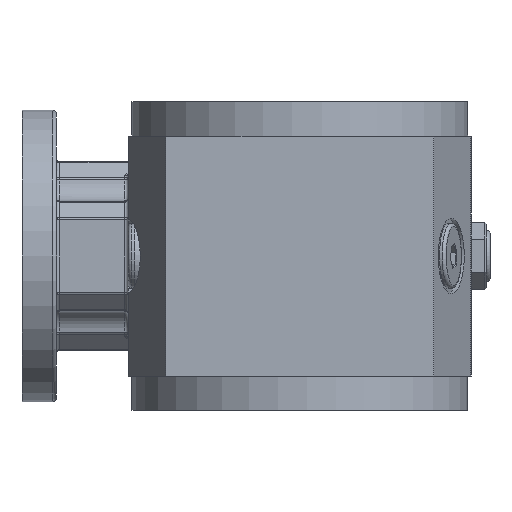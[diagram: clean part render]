
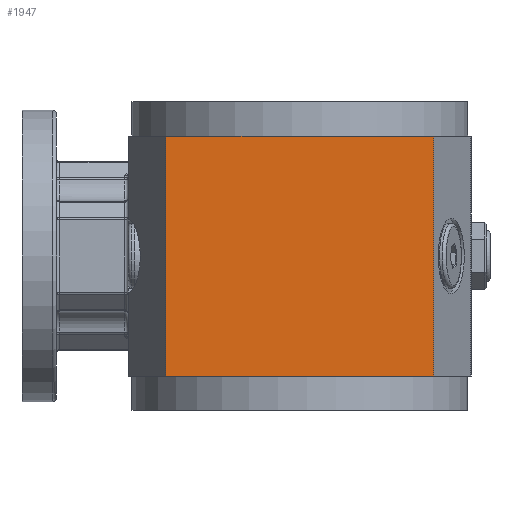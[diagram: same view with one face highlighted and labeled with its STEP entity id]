
A CAD part, front view. The second image highlights one B-rep face of the part: STEP entity #1947.
In plain terms, the highlighted planar face has unit normal (0, -1, 0).
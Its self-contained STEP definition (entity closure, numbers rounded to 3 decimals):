
#1947 = ADVANCED_FACE( '', ( #4646 ), #4647, .T. );
#4646 = FACE_OUTER_BOUND( '', #12541, .T. );
#4647 = PLANE( '', #12542 );
#12541 = EDGE_LOOP( '', ( #23000, #23001, #23002, #23003 ) );
#12542 = AXIS2_PLACEMENT_3D( '', #23004, #23005, #23006 );
#23000 = ORIENTED_EDGE( '', *, *, #27670, .F. );
#23001 = ORIENTED_EDGE( '', *, *, #28297, .T. );
#23002 = ORIENTED_EDGE( '', *, *, #28890, .T. );
#23003 = ORIENTED_EDGE( '', *, *, #28329, .F. );
#23004 = CARTESIAN_POINT( '', ( 14.181, 5.262, 0. ) );
#23005 = DIRECTION( '', ( 0., -1., 0. ) );
#23006 = DIRECTION( '', ( 0., 0., -1. ) );
#27670 = EDGE_CURVE( '', #30927, #30929, #30930, .T. );
#28297 = EDGE_CURVE( '', #30927, #31928, #31931, .T. );
#28329 = EDGE_CURVE( '', #30929, #31977, #31978, .T. );
#28890 = EDGE_CURVE( '', #31928, #31977, #32803, .T. );
#30927 = VERTEX_POINT( '', #37936 );
#30929 = VERTEX_POINT( '', #37939 );
#30930 = LINE( '', #37940, #37941 );
#31928 = VERTEX_POINT( '', #42900 );
#31931 = LINE( '', #42904, #42905 );
#31977 = VERTEX_POINT( '', #43104 );
#31978 = LINE( '', #43105, #43106 );
#32803 = LINE( '', #46522, #46523 );
#37936 = CARTESIAN_POINT( '', ( 14.181, 5.262, -35. ) );
#37939 = CARTESIAN_POINT( '', ( 14.181, 5.262, 35. ) );
#37940 = CARTESIAN_POINT( '', ( 14.181, 5.262, 0. ) );
#37941 = VECTOR( '', #51707, 1000. );
#42900 = CARTESIAN_POINT( '', ( 92.343, 5.262, -35. ) );
#42904 = CARTESIAN_POINT( '', ( 53.262, 5.262, -35. ) );
#42905 = VECTOR( '', #52294, 1000. );
#43104 = CARTESIAN_POINT( '', ( 92.343, 5.262, 35. ) );
#43105 = CARTESIAN_POINT( '', ( 53.262, 5.262, 35. ) );
#43106 = VECTOR( '', #52334, 1000. );
#46522 = CARTESIAN_POINT( '', ( 92.343, 5.262, 0. ) );
#46523 = VECTOR( '', #52874, 1000. );
#51707 = DIRECTION( '', ( 0., 0., 1. ) );
#52294 = DIRECTION( '', ( 1., 0., 0. ) );
#52334 = DIRECTION( '', ( 1., 0., 0. ) );
#52874 = DIRECTION( '', ( 0., 0., 1. ) );
